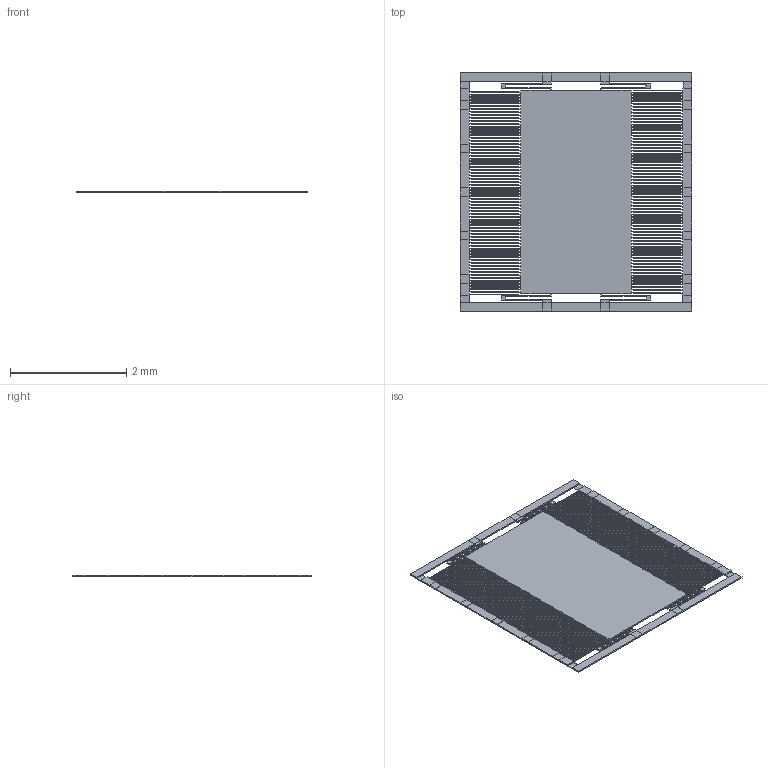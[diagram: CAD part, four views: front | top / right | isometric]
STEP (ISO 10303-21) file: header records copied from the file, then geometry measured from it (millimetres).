
FILE_DESCRIPTION(/* description */ (''),/* implementation_level */ '2;1');
FILE_NAME(/* name */ '3D Model.stp',/* time_stamp */ '2023-12-07T19:27:08-08:00',/* author */ ('241pr'),/* organization */ (''),/* preprocessor_version */ 'ST-DEVELOPER v19.2',/* originating_system */ 'Autodesk Inventor 2024',/* authorisation */ '');
FILE_SCHEMA (('AUTOMOTIVE_DESIGN { 1 0 10303 214 3 1 1 }'));
Length unit declared in the file: inch
Products named in the file (1): MEMS_final
Bounding box: 3.98 x 4.1 x 0.03 mm (x, y, z)
Volume: 0.3 mm3; surface area: 34 mm2
Topology: 1 solids, 1 shells, 1266 faces, 3780 edges, 2513 vertices
Faces by surface type: plane 1262, cylinder 4
Entity records: 41692 total; most frequent: ORIENTED_EDGE 7560, CARTESIAN_POINT 7560, DIRECTION 6322, EDGE_CURVE 3780, LINE 3772, VECTOR 3772, VERTEX_POINT 2512, AXIS2_PLACEMENT_3D 1275
